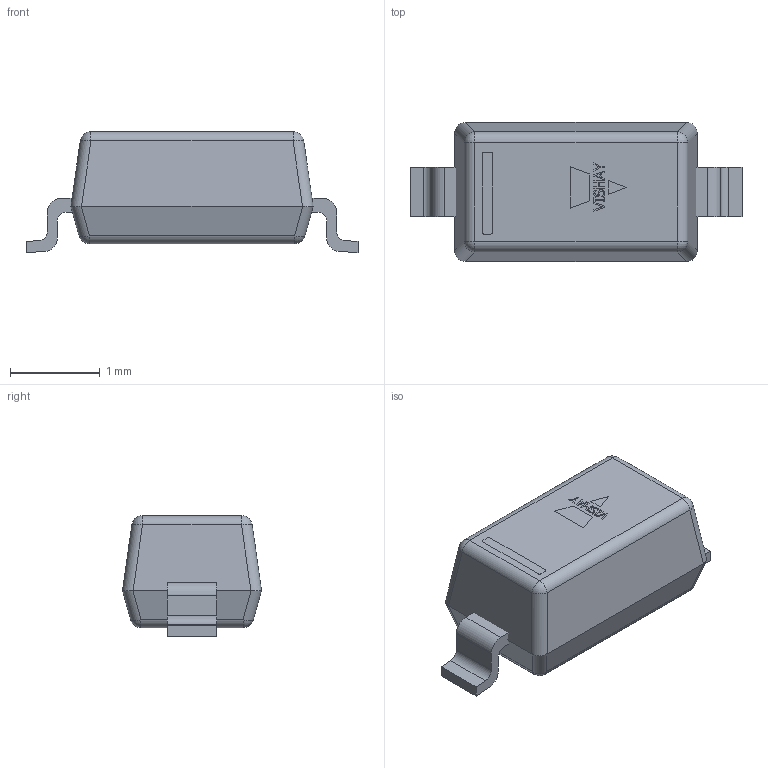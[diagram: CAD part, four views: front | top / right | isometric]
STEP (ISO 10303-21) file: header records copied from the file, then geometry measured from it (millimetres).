
FILE_DESCRIPTION(/* description */ (''),/* implementation_level */ '2;1');
FILE_NAME(/* name */ '1.stp',/* time_stamp */ '2019-10-20T18:13:10+02:00',/* author */ ('k'),/* organization */ (''),/* preprocessor_version */ 'ST-DEVELOPER v15.6',/* originating_system */ 'Autodesk Inventor 2015',/* authorisation */ '');
FILE_SCHEMA (('AUTOMOTIVE_DESIGN { 1 0 10303 214 3 1 1 }'));
Length unit declared in the file: millimetre
Products named in the file (5): 1; 3; Vishay logo; Vishay logo - Copy
Bounding box: 3.7 x 1.55 x 1.35 mm (x, y, z)
Volume: 4.9 mm3; surface area: 23.4 mm2
Topology: 12 solids, 12 shells, 166 faces, 402 edges, 260 vertices
Faces by surface type: plane 114, cylinder 28, bspline 16, sphere 8
Entity records: 4994 total; most frequent: CARTESIAN_POINT 1045, ORIENTED_EDGE 804, DIRECTION 748, EDGE_CURVE 402, LINE 310, VECTOR 310, VERTEX_POINT 260, AXIS2_PLACEMENT_3D 219
